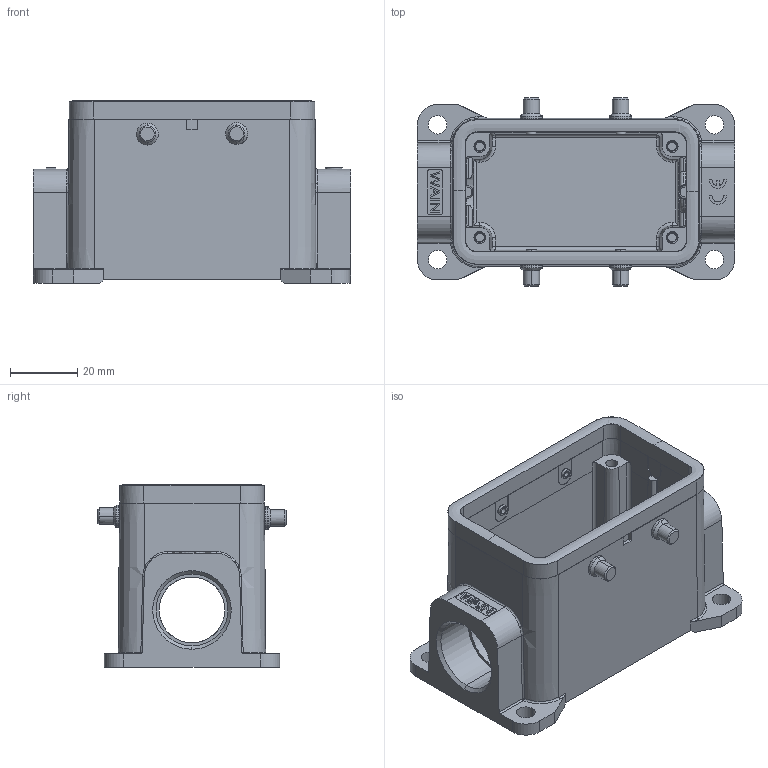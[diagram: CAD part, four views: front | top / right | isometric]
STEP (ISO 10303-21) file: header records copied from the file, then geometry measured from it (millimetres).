
FILE_DESCRIPTION((''),'2;1');
FILE_NAME('3D_1240102301010_HV10B-SF-4B-PG','2023-12-14T',('yp.zhu'),(''),'PRO/ENGINEER BY PARAMETRIC TECHNOLOGY CORPORATION, 2012480','PRO/ENGINEER BY PARAMETRIC TECHNOLOGY CORPORATION, 2012480','');
FILE_SCHEMA(('CONFIG_CONTROL_DESIGN'));
Length unit declared in the file: millimetre
Products named in the file (1): 3D_1240102301010_HV10B-SF-4B-PG
Bounding box: 94 x 55.86 x 54.14 mm (x, y, z)
Volume: 72341.5 mm3; surface area: 34138.5 mm2
Topology: 1 solids, 1 shells, 669 faces, 1849 edges, 1191 vertices
Faces by surface type: cylinder 345, plane 222, cone 48, torus 30, bspline 16, sphere 8
Entity records: 30701 total; most frequent: CARTESIAN_POINT 14472, ORIENTED_EDGE 3666, DIRECTION 2992, EDGE_CURVE 1833, VERTEX_POINT 1191, AXIS2_PLACEMENT_3D 1076, VECTOR 840, LINE 840
